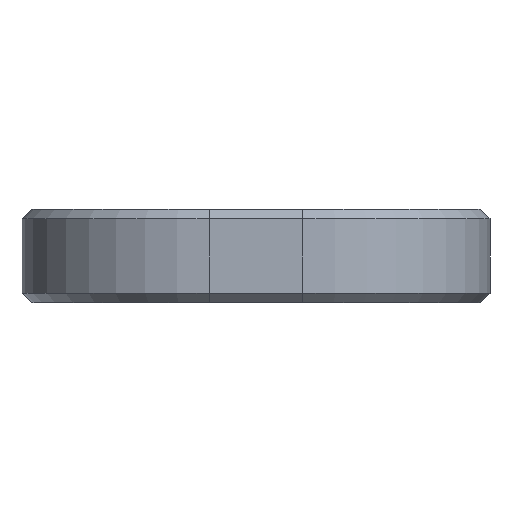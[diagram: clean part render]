
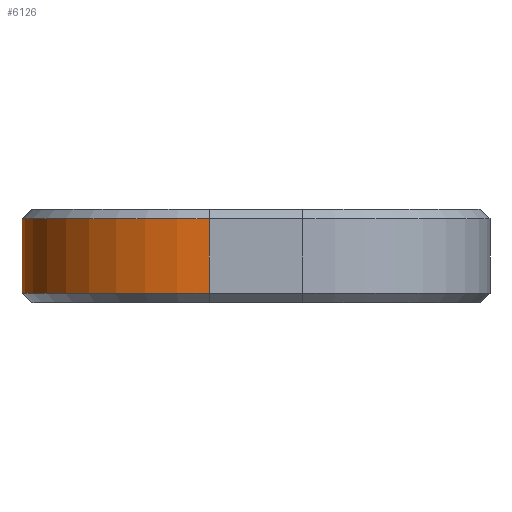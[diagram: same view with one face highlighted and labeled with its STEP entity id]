
A CAD part, left-side view. The second image highlights one B-rep face of the part: STEP entity #6126.
In plain terms, the highlighted cylindrical face has radius 20 mm (diameter 40 mm), a partial arc.
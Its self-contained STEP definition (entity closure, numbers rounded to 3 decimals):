
#62 = LINE ( 'NONE', #3367, #8029 ) ;
#83 = EDGE_CURVE ( 'NONE', #6012, #2610, #917, .T. ) ;
#917 = CIRCLE ( 'NONE', #2730, 20. ) ;
#1778 = DIRECTION ( 'NONE',  ( 0., 0., -1. ) ) ;
#1922 = AXIS2_PLACEMENT_3D ( 'NONE', #5880, #1778, #5931 ) ;
#2022 = DIRECTION ( 'NONE',  ( -1., 0., 0. ) ) ;
#2080 = VERTEX_POINT ( 'NONE', #7521 ) ;
#2373 = EDGE_CURVE ( 'NONE', #3728, #2080, #3304, .T. ) ;
#2515 = EDGE_LOOP ( 'NONE', ( #4401, #6553, #4020, #7523 ) ) ;
#2610 = VERTEX_POINT ( 'NONE', #4199 ) ;
#2714 = DIRECTION ( 'NONE',  ( 0., 0., 1. ) ) ;
#2730 = AXIS2_PLACEMENT_3D ( 'NONE', #7576, #3129, #8403 ) ;
#3129 = DIRECTION ( 'NONE',  ( 0., 0., 1. ) ) ;
#3144 = CARTESIAN_POINT ( 'NONE',  ( -50., 25., -1. ) ) ;
#3304 = CIRCLE ( 'NONE', #1922, 20. ) ;
#3367 = CARTESIAN_POINT ( 'NONE',  ( -50., 25., 8. ) ) ;
#3728 = VERTEX_POINT ( 'NONE', #7030 ) ;
#4020 = ORIENTED_EDGE ( 'NONE', *, *, #6101, .F. ) ;
#4189 = DIRECTION ( 'NONE',  ( 0., 0., -1. ) ) ;
#4199 = CARTESIAN_POINT ( 'NONE',  ( -70., 5., -1. ) ) ;
#4401 = ORIENTED_EDGE ( 'NONE', *, *, #7311, .F. ) ;
#4786 = CYLINDRICAL_SURFACE ( 'NONE', #5412, 20. ) ;
#4900 = LINE ( 'NONE', #6915, #7860 ) ;
#5412 = AXIS2_PLACEMENT_3D ( 'NONE', #6760, #4189, #2022 ) ;
#5880 = CARTESIAN_POINT ( 'NONE',  ( -50., 5., 7. ) ) ;
#5931 = DIRECTION ( 'NONE',  ( -1., 0., 0. ) ) ;
#6012 = VERTEX_POINT ( 'NONE', #3144 ) ;
#6101 = EDGE_CURVE ( 'NONE', #6012, #2080, #62, .T. ) ;
#6126 = ADVANCED_FACE ( 'NONE', ( #7981 ), #4786, .T. ) ;
#6553 = ORIENTED_EDGE ( 'NONE', *, *, #2373, .T. ) ;
#6760 = CARTESIAN_POINT ( 'NONE',  ( -50., 5., 8. ) ) ;
#6915 = CARTESIAN_POINT ( 'NONE',  ( -70., 5., 8. ) ) ;
#7030 = CARTESIAN_POINT ( 'NONE',  ( -70., 5., 7. ) ) ;
#7311 = EDGE_CURVE ( 'NONE', #3728, #2610, #4900, .T. ) ;
#7521 = CARTESIAN_POINT ( 'NONE',  ( -50., 25., 7. ) ) ;
#7523 = ORIENTED_EDGE ( 'NONE', *, *, #83, .T. ) ;
#7576 = CARTESIAN_POINT ( 'NONE',  ( -50., 5., -1. ) ) ;
#7860 = VECTOR ( 'NONE', #8184, 1000. ) ;
#7981 = FACE_OUTER_BOUND ( 'NONE', #2515, .T. ) ;
#8029 = VECTOR ( 'NONE', #2714, 1000. ) ;
#8184 = DIRECTION ( 'NONE',  ( 0., 0., -1. ) ) ;
#8403 = DIRECTION ( 'NONE',  ( -1., 0., 0. ) ) ;
